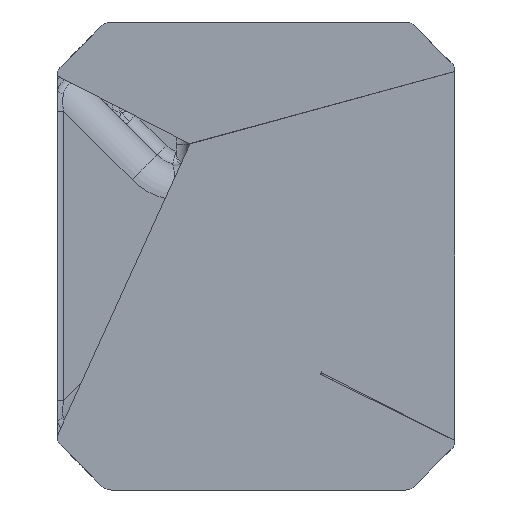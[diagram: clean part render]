
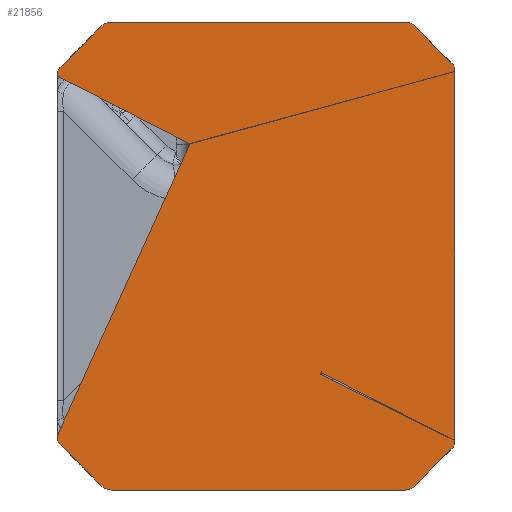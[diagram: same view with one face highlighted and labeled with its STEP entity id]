
A CAD part, left-side view. The second image highlights one B-rep face of the part: STEP entity #21856.
In plain terms, the highlighted planar face has unit normal (-1, 0, 0).
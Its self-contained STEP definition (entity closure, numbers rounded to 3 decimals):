
#842=FACE_BOUND('',#3385,.T.);
#843=FACE_BOUND('',#3386,.T.);
#2069=FACE_OUTER_BOUND('',#3384,.T.);
#3384=EDGE_LOOP('',(#19803,#19804,#19805,#19806,#19807,#19808,#19809,#19810,
#19811,#19812,#19813,#19814,#19815,#19816,#19817,#19818));
#3385=EDGE_LOOP('',(#19819,#19820));
#3386=EDGE_LOOP('',(#19821,#19822));
#4529=CIRCLE('',#24078,3.);
#4532=CIRCLE('',#24082,3.);
#4537=CIRCLE('',#24088,3.);
#4540=CIRCLE('',#24092,3.);
#4561=CIRCLE('',#24134,3.);
#4562=CIRCLE('',#24136,3.);
#4577=CIRCLE('',#24167,3.);
#4578=CIRCLE('',#24170,3.);
#4587=CIRCLE('',#24192,3.);
#4588=CIRCLE('',#24193,3.);
#4939=B_SPLINE_CURVE_WITH_KNOTS('',3,(#49487,#49488,#49489,#49490,#49491,
#49492),.UNSPECIFIED.,.F.,.F.,(4,2,4),(0.167,0.209,
0.232),.UNSPECIFIED.);
#4940=B_SPLINE_CURVE_WITH_KNOTS('',3,(#49496,#49497,#49498,#49499),
 .UNSPECIFIED.,.F.,.F.,(4,4),(0.,0.),.UNSPECIFIED.);
#6648=LINE('',#49471,#8310);
#6649=LINE('',#49473,#8311);
#6652=LINE('',#49479,#8314);
#6653=LINE('',#49480,#8315);
#6654=LINE('',#49481,#8316);
#6655=LINE('',#49482,#8317);
#6656=LINE('',#49483,#8318);
#6657=LINE('',#49484,#8319);
#8310=VECTOR('',#30385,10.);
#8311=VECTOR('',#30388,10.);
#8314=VECTOR('',#30397,10.);
#8315=VECTOR('',#30398,10.);
#8316=VECTOR('',#30399,10.);
#8317=VECTOR('',#30400,10.);
#8318=VECTOR('',#30401,10.);
#8319=VECTOR('',#30402,10.);
#10263=VERTEX_POINT('',#47924);
#10264=VERTEX_POINT('',#47925);
#10266=VERTEX_POINT('',#47993);
#10267=VERTEX_POINT('',#47994);
#10270=VERTEX_POINT('',#48119);
#10271=VERTEX_POINT('',#48120);
#10273=VERTEX_POINT('',#48194);
#10274=VERTEX_POINT('',#48195);
#10292=VERTEX_POINT('',#48829);
#10293=VERTEX_POINT('',#48830);
#10294=VERTEX_POINT('',#48835);
#10295=VERTEX_POINT('',#48837);
#10310=VERTEX_POINT('',#49323);
#10311=VERTEX_POINT('',#49325);
#10312=VERTEX_POINT('',#49332);
#10313=VERTEX_POINT('',#49333);
#10328=VERTEX_POINT('',#49485);
#10329=VERTEX_POINT('',#49486);
#10330=VERTEX_POINT('',#49494);
#10331=VERTEX_POINT('',#49495);
#13383=EDGE_CURVE('',#10263,#10264,#4529,.T.);
#13388=EDGE_CURVE('',#10266,#10267,#4532,.T.);
#13395=EDGE_CURVE('',#10270,#10271,#4537,.T.);
#13400=EDGE_CURVE('',#10273,#10274,#4540,.T.);
#13459=EDGE_CURVE('',#10292,#10293,#4561,.T.);
#13463=EDGE_CURVE('',#10294,#10295,#4562,.T.);
#13506=EDGE_CURVE('',#10310,#10311,#4577,.T.);
#13510=EDGE_CURVE('',#10312,#10313,#4578,.T.);
#13542=EDGE_CURVE('',#10273,#10293,#6648,.T.);
#13543=EDGE_CURVE('',#10295,#10292,#6649,.T.);
#13546=EDGE_CURVE('',#10294,#10311,#6652,.T.);
#13547=EDGE_CURVE('',#10313,#10310,#6653,.T.);
#13548=EDGE_CURVE('',#10312,#10271,#6654,.T.);
#13549=EDGE_CURVE('',#10264,#10270,#6655,.T.);
#13550=EDGE_CURVE('',#10263,#10267,#6656,.T.);
#13551=EDGE_CURVE('',#10274,#10266,#6657,.T.);
#13552=EDGE_CURVE('',#10328,#10329,#4939,.T.);
#13553=EDGE_CURVE('',#10329,#10328,#4587,.T.);
#13554=EDGE_CURVE('',#10330,#10331,#4940,.T.);
#13555=EDGE_CURVE('',#10331,#10330,#4588,.T.);
#19803=ORIENTED_EDGE('',*,*,#13400,.F.);
#19804=ORIENTED_EDGE('',*,*,#13542,.T.);
#19805=ORIENTED_EDGE('',*,*,#13459,.F.);
#19806=ORIENTED_EDGE('',*,*,#13543,.F.);
#19807=ORIENTED_EDGE('',*,*,#13463,.F.);
#19808=ORIENTED_EDGE('',*,*,#13546,.T.);
#19809=ORIENTED_EDGE('',*,*,#13506,.F.);
#19810=ORIENTED_EDGE('',*,*,#13547,.F.);
#19811=ORIENTED_EDGE('',*,*,#13510,.F.);
#19812=ORIENTED_EDGE('',*,*,#13548,.T.);
#19813=ORIENTED_EDGE('',*,*,#13395,.F.);
#19814=ORIENTED_EDGE('',*,*,#13549,.F.);
#19815=ORIENTED_EDGE('',*,*,#13383,.F.);
#19816=ORIENTED_EDGE('',*,*,#13550,.T.);
#19817=ORIENTED_EDGE('',*,*,#13388,.F.);
#19818=ORIENTED_EDGE('',*,*,#13551,.F.);
#19819=ORIENTED_EDGE('',*,*,#13552,.T.);
#19820=ORIENTED_EDGE('',*,*,#13553,.T.);
#19821=ORIENTED_EDGE('',*,*,#13554,.T.);
#19822=ORIENTED_EDGE('',*,*,#13555,.T.);
#20612=PLANE('',#24191);
#21856=ADVANCED_FACE('',(#2069,#842,#843),#20612,.T.);
#24078=AXIS2_PLACEMENT_3D('',#47926,#30081,#30082);
#24082=AXIS2_PLACEMENT_3D('',#47995,#30091,#30092);
#24088=AXIS2_PLACEMENT_3D('',#48121,#30105,#30106);
#24092=AXIS2_PLACEMENT_3D('',#48196,#30115,#30116);
#24134=AXIS2_PLACEMENT_3D('',#48831,#30231,#30232);
#24136=AXIS2_PLACEMENT_3D('',#48838,#30238,#30239);
#24167=AXIS2_PLACEMENT_3D('',#49326,#30322,#30323);
#24170=AXIS2_PLACEMENT_3D('',#49334,#30331,#30332);
#24191=AXIS2_PLACEMENT_3D('',#49478,#30395,#30396);
#24192=AXIS2_PLACEMENT_3D('',#49493,#30403,#30404);
#24193=AXIS2_PLACEMENT_3D('',#49500,#30405,#30406);
#30081=DIRECTION('center_axis',(1.,0.,0.));
#30082=DIRECTION('ref_axis',(0.,-0.924,-0.383));
#30091=DIRECTION('center_axis',(1.,0.,0.));
#30092=DIRECTION('ref_axis',(0.,-0.924,0.383));
#30105=DIRECTION('center_axis',(1.,0.,0.));
#30106=DIRECTION('ref_axis',(0.,-0.383,-0.924));
#30115=DIRECTION('center_axis',(1.,0.,0.));
#30116=DIRECTION('ref_axis',(0.,-0.383,0.924));
#30231=DIRECTION('center_axis',(1.,0.,0.));
#30232=DIRECTION('ref_axis',(0.,0.383,0.924));
#30238=DIRECTION('center_axis',(1.,0.,0.));
#30239=DIRECTION('ref_axis',(0.,0.924,0.383));
#30322=DIRECTION('center_axis',(1.,0.,0.));
#30323=DIRECTION('ref_axis',(0.,0.924,-0.383));
#30331=DIRECTION('center_axis',(1.,0.,0.));
#30332=DIRECTION('ref_axis',(0.,0.383,-0.924));
#30385=DIRECTION('',(0.,1.,0.));
#30388=DIRECTION('',(0.,-0.707,0.707));
#30395=DIRECTION('center_axis',(-1.,0.,0.));
#30396=DIRECTION('ref_axis',(0.,-1.,0.));
#30397=DIRECTION('',(0.,0.,-1.));
#30398=DIRECTION('',(0.,0.707,0.707));
#30399=DIRECTION('',(0.,-1.,0.));
#30400=DIRECTION('',(0.,0.707,-0.707));
#30401=DIRECTION('',(0.,0.,1.));
#30402=DIRECTION('',(0.,-0.707,-0.707));
#30403=DIRECTION('center_axis',(1.,0.,0.));
#30404=DIRECTION('ref_axis',(0.,-0.514,-0.857));
#30405=DIRECTION('center_axis',(-1.,0.,0.));
#30406=DIRECTION('ref_axis',(0.,0.555,0.832));
#47924=CARTESIAN_POINT('',(-6.6,-52.5,-25.607));
#47925=CARTESIAN_POINT('',(-6.6,-51.621,-27.729));
#47926=CARTESIAN_POINT('Origin',(-6.6,-49.5,-25.607));
#47993=CARTESIAN_POINT('',(-6.6,-51.621,60.229));
#47994=CARTESIAN_POINT('',(-6.6,-52.5,58.107));
#47995=CARTESIAN_POINT('Origin',(-6.6,-49.5,58.107));
#48119=CARTESIAN_POINT('',(-6.6,-43.379,-35.971));
#48120=CARTESIAN_POINT('',(-6.6,-41.257,-36.85));
#48121=CARTESIAN_POINT('Origin',(-6.6,-41.257,-33.85));
#48194=CARTESIAN_POINT('',(-6.6,-41.257,69.35));
#48195=CARTESIAN_POINT('',(-6.6,-43.379,68.471));
#48196=CARTESIAN_POINT('Origin',(-6.6,-41.257,66.35));
#48829=CARTESIAN_POINT('',(-6.6,27.625,68.471));
#48830=CARTESIAN_POINT('',(-6.6,25.504,69.35));
#48831=CARTESIAN_POINT('Origin',(-6.6,25.504,66.35));
#48835=CARTESIAN_POINT('',(-6.6,37.747,57.107));
#48837=CARTESIAN_POINT('',(-6.6,36.868,59.229));
#48838=CARTESIAN_POINT('Origin',(-6.6,34.747,57.107));
#49323=CARTESIAN_POINT('',(-6.6,36.868,-26.729));
#49325=CARTESIAN_POINT('',(-6.6,37.747,-24.607));
#49326=CARTESIAN_POINT('Origin',(-6.6,34.747,-24.607));
#49332=CARTESIAN_POINT('',(-6.6,25.504,-36.85));
#49333=CARTESIAN_POINT('',(-6.6,27.625,-35.971));
#49334=CARTESIAN_POINT('Origin',(-6.6,25.504,-33.85));
#49471=CARTESIAN_POINT('',(-6.6,-52.5,69.35));
#49473=CARTESIAN_POINT('',(-6.6,34.241,61.856));
#49478=CARTESIAN_POINT('Origin',(-6.6,-7.377,16.25));
#49479=CARTESIAN_POINT('',(-6.6,37.747,69.35));
#49480=CARTESIAN_POINT('',(-6.6,34.241,-29.356));
#49481=CARTESIAN_POINT('',(-6.6,37.747,-36.85));
#49482=CARTESIAN_POINT('',(-6.6,-49.494,-29.856));
#49483=CARTESIAN_POINT('',(-6.6,-52.5,-36.85));
#49484=CARTESIAN_POINT('',(-6.6,-49.494,62.356));
#49485=CARTESIAN_POINT('',(-6.6,-21.967,-10.604));
#49486=CARTESIAN_POINT('',(-6.6,-22.225,-10.06));
#49487=CARTESIAN_POINT('Ctrl Pts',(-6.6,-21.967,-10.604));
#49488=CARTESIAN_POINT('Ctrl Pts',(-6.6,-22.032,-10.496));
#49489=CARTESIAN_POINT('Ctrl Pts',(-6.6,-22.093,-10.38));
#49490=CARTESIAN_POINT('Ctrl Pts',(-6.6,-22.175,-10.194));
#49491=CARTESIAN_POINT('Ctrl Pts',(-6.6,-22.201,-10.128));
#49492=CARTESIAN_POINT('Ctrl Pts',(-6.6,-22.225,-10.06));
#49493=CARTESIAN_POINT('Origin',(-6.6,-19.4,-9.051));
#49494=CARTESIAN_POINT('',(-6.6,7.647,41.644));
#49495=CARTESIAN_POINT('',(-6.6,7.645,41.733));
#49496=CARTESIAN_POINT('Ctrl Pts',(-6.6,7.647,41.644));
#49497=CARTESIAN_POINT('Ctrl Pts',(-6.6,7.647,41.703));
#49498=CARTESIAN_POINT('Ctrl Pts',(-6.6,7.645,41.733));
#49499=CARTESIAN_POINT('Ctrl Pts',(-6.6,7.645,41.733));
#49500=CARTESIAN_POINT('Origin',(-6.6,4.647,41.644));
